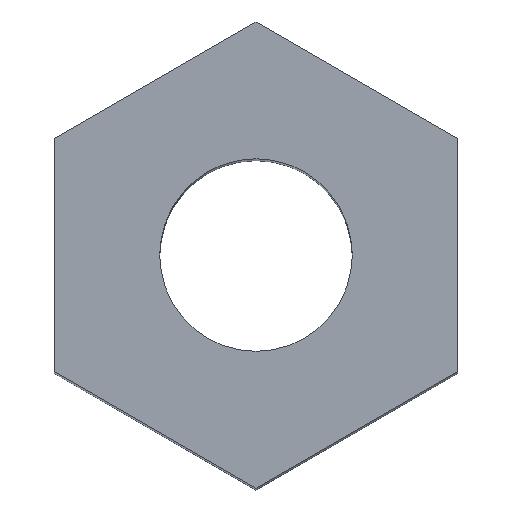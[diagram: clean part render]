
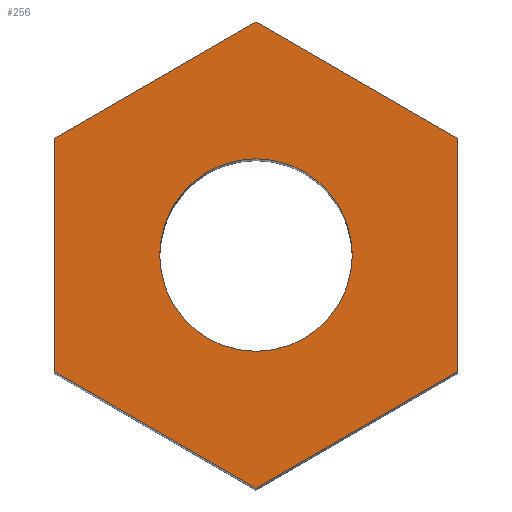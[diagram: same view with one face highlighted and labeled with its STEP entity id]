
A CAD part, top view. The second image highlights one B-rep face of the part: STEP entity #256.
In plain terms, the highlighted planar face has unit normal (0, 0, 1).
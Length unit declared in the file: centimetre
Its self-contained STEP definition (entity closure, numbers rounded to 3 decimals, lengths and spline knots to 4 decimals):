
#106=VECTOR('',#277,1.);
#110=VECTOR('',#282,1.);
#113=VECTOR('',#286,1.);
#116=VECTOR('',#290,1.);
#119=VECTOR('',#294,1.);
#121=VECTOR('',#297,1.);
#124=LINE('',#311,#106);
#128=LINE('',#319,#110);
#131=LINE('',#325,#113);
#134=LINE('',#331,#116);
#137=LINE('',#337,#119);
#139=LINE('',#340,#121);
#147=PLANE('',#267);
#148=VERTEX_POINT('',#302);
#152=VERTEX_POINT('',#310);
#153=VERTEX_POINT('',#312);
#155=VERTEX_POINT('',#318);
#157=VERTEX_POINT('',#324);
#159=VERTEX_POINT('',#330);
#161=VERTEX_POINT('',#336);
#162=CIRCLE('',#258,0.13);
#164=EDGE_CURVE('',#148,#148,#162,.T.);
#168=EDGE_CURVE('',#153,#152,#124,.T.);
#172=EDGE_CURVE('',#152,#155,#128,.T.);
#175=EDGE_CURVE('',#155,#157,#131,.T.);
#178=EDGE_CURVE('',#157,#159,#134,.T.);
#181=EDGE_CURVE('',#159,#161,#137,.T.);
#183=EDGE_CURVE('',#161,#153,#139,.T.);
#217=ORIENTED_EDGE('',*,*,#164,.T.);
#218=ORIENTED_EDGE('',*,*,#183,.T.);
#219=ORIENTED_EDGE('',*,*,#168,.T.);
#220=ORIENTED_EDGE('',*,*,#172,.T.);
#221=ORIENTED_EDGE('',*,*,#175,.T.);
#222=ORIENTED_EDGE('',*,*,#178,.T.);
#223=ORIENTED_EDGE('',*,*,#181,.T.);
#234=EDGE_LOOP('',(#217));
#235=EDGE_LOOP('',(#218,#219,#220,#221,#222,#223));
#246=FACE_BOUND('',#234,.T.);
#247=FACE_BOUND('',#235,.T.);
#256=ADVANCED_FACE('',(#246,#247),#147,.T.);
#258=AXIS2_PLACEMENT_3D('',#301,#270,#271);
#267=AXIS2_PLACEMENT_3D('',#342,#299,$);
#270=DIRECTION('',(0.,0.,-1.));
#271=DIRECTION('',(0.13,0.,0.));
#277=DIRECTION('',(0.866,0.5,0.));
#282=DIRECTION('',(0.,1.,0.));
#286=DIRECTION('',(-0.866,0.5,0.));
#290=DIRECTION('',(-0.866,-0.5,0.));
#294=DIRECTION('',(0.,-1.,0.));
#297=DIRECTION('',(0.866,-0.5,0.));
#299=DIRECTION('',(0.,0.,1.));
#301=CARTESIAN_POINT('',(0.,0.,0.));
#302=CARTESIAN_POINT('',(-0.13,0.,0.));
#310=CARTESIAN_POINT('',(0.2725,-0.1573,0.));
#311=CARTESIAN_POINT('',(0.,-0.3147,0.));
#312=CARTESIAN_POINT('',(0.,-0.3147,0.));
#318=CARTESIAN_POINT('',(0.2725,0.1573,0.));
#319=CARTESIAN_POINT('',(0.2725,-0.1573,0.));
#324=CARTESIAN_POINT('',(0.,0.3147,0.));
#325=CARTESIAN_POINT('',(0.2725,0.1573,0.));
#330=CARTESIAN_POINT('',(-0.2725,0.1573,0.));
#331=CARTESIAN_POINT('',(0.,0.3147,0.));
#336=CARTESIAN_POINT('',(-0.2725,-0.1573,0.));
#337=CARTESIAN_POINT('',(-0.2725,0.1573,0.));
#340=CARTESIAN_POINT('',(-0.2725,-0.1573,0.));
#342=CARTESIAN_POINT('',(0.,0.,0.));
